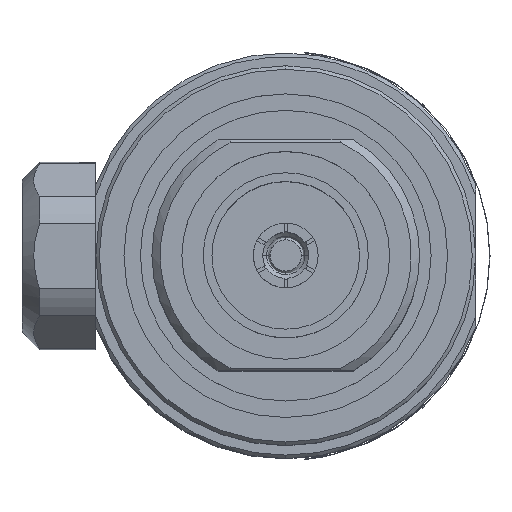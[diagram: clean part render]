
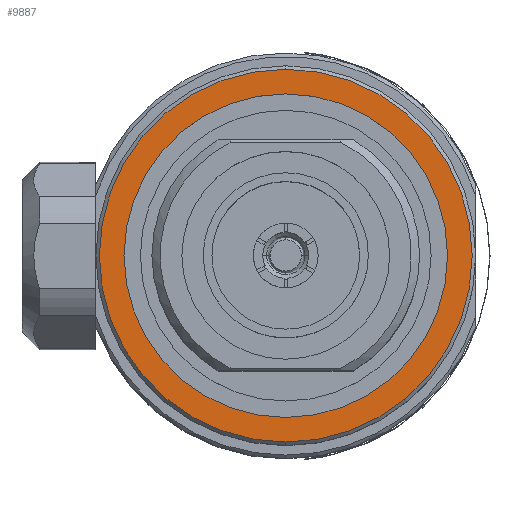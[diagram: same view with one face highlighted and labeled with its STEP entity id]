
A CAD part, top view. The second image highlights one B-rep face of the part: STEP entity #9887.
In plain terms, the highlighted face is planar.
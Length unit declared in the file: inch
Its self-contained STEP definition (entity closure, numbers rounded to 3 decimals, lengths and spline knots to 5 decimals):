
#150 = CARTESIAN_POINT ( 'NONE',  ( 0.825, 0., 0. ) ) ;
#401 = VERTEX_POINT ( 'NONE', #16748 ) ;
#998 = VERTEX_POINT ( 'NONE', #16863 ) ;
#1756 = DIRECTION ( 'NONE',  ( 0., 0., 1. ) ) ;
#1963 = EDGE_CURVE ( 'NONE', #998, #401, #17063, .T. ) ;
#2488 = FACE_OUTER_BOUND ( 'NONE', #17685, .T. ) ;
#3115 = DIRECTION ( 'NONE',  ( -1., 0., 0. ) ) ;
#3736 = AXIS2_PLACEMENT_3D ( 'NONE', #14851, #5867, #7498 ) ;
#4686 = CARTESIAN_POINT ( 'NONE',  ( 0.825, 0., -0.69 ) ) ;
#5041 = AXIS2_PLACEMENT_3D ( 'NONE', #150, #3115, #1756 ) ;
#5363 = CIRCLE ( 'NONE', #8747, 0.795 ) ;
#5867 = DIRECTION ( 'NONE',  ( -1., 0., 0. ) ) ;
#5939 = CARTESIAN_POINT ( 'NONE',  ( 0.825, 0.81, 0. ) ) ;
#6249 = VERTEX_POINT ( 'NONE', #13117 ) ;
#6591 = ORIENTED_EDGE ( 'NONE', *, *, #13580, .F. ) ;
#6780 = EDGE_CURVE ( 'NONE', #401, #998, #5363, .T. ) ;
#7225 = DIRECTION ( 'NONE',  ( 1., 0., 0. ) ) ;
#7311 = AXIS2_PLACEMENT_3D ( 'NONE', #5939, #7225, #17720 ) ;
#7476 = VERTEX_POINT ( 'NONE', #4686 ) ;
#7498 = DIRECTION ( 'NONE',  ( 0., 0., 1. ) ) ;
#7548 = ORIENTED_EDGE ( 'NONE', *, *, #1963, .T. ) ;
#7803 = CIRCLE ( 'NONE', #3736, 0.69 ) ;
#7809 = DIRECTION ( 'NONE',  ( -1., 0., 0. ) ) ;
#8116 = DIRECTION ( 'NONE',  ( -1., 0., 0. ) ) ;
#8747 = AXIS2_PLACEMENT_3D ( 'NONE', #11162, #8116, #10974 ) ;
#9398 = CARTESIAN_POINT ( 'NONE',  ( 0.825, 0., 0. ) ) ;
#9849 = EDGE_CURVE ( 'NONE', #7476, #6249, #7803, .T. ) ;
#9887 = ADVANCED_FACE ( 'NONE', ( #2488, #17053 ), #17785, .F. ) ;
#10775 = DIRECTION ( 'NONE',  ( 0., 0., -1. ) ) ;
#10974 = DIRECTION ( 'NONE',  ( 0., 0., -1. ) ) ;
#11137 = EDGE_LOOP ( 'NONE', ( #6591, #16777 ) ) ;
#11162 = CARTESIAN_POINT ( 'NONE',  ( 0.825, 0., 0. ) ) ;
#13117 = CARTESIAN_POINT ( 'NONE',  ( 0.825, 0., 0.69 ) ) ;
#13580 = EDGE_CURVE ( 'NONE', #6249, #7476, #17850, .T. ) ;
#14851 = CARTESIAN_POINT ( 'NONE',  ( 0.825, 0., 0. ) ) ;
#16748 = CARTESIAN_POINT ( 'NONE',  ( 0.825, 0., -0.795 ) ) ;
#16777 = ORIENTED_EDGE ( 'NONE', *, *, #9849, .F. ) ;
#16863 = CARTESIAN_POINT ( 'NONE',  ( 0.825, 0., 0.795 ) ) ;
#17053 = FACE_BOUND ( 'NONE', #11137, .T. ) ;
#17063 = CIRCLE ( 'NONE', #18870, 0.795 ) ;
#17685 = EDGE_LOOP ( 'NONE', ( #18121, #7548 ) ) ;
#17720 = DIRECTION ( 'NONE',  ( 0., 0., -1. ) ) ;
#17785 = PLANE ( 'NONE',  #7311 ) ;
#17850 = CIRCLE ( 'NONE', #5041, 0.69 ) ;
#18121 = ORIENTED_EDGE ( 'NONE', *, *, #6780, .T. ) ;
#18870 = AXIS2_PLACEMENT_3D ( 'NONE', #9398, #7809, #10775 ) ;
